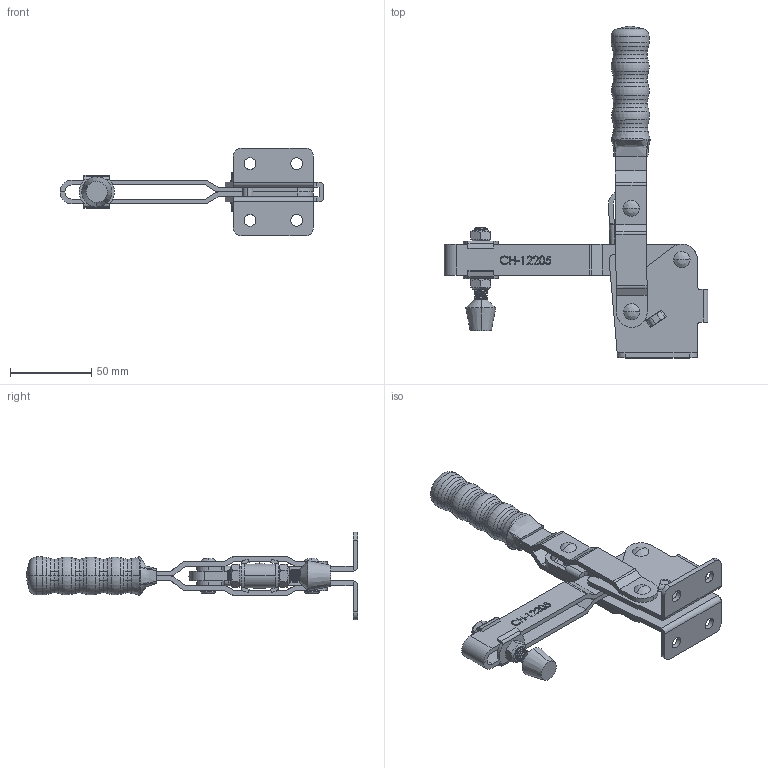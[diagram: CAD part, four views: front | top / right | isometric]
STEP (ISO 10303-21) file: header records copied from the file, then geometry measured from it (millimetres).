
FILE_DESCRIPTION (( 'STEP AP203' ), '1' );
FILE_NAME ('CH-12205.STEP', '2010-06-05T00:57:23', ( '微软用户' ), ( '微软中国' ), 'SwSTEP 2.0', 'SolidWorks 2008', '' );
FILE_SCHEMA (( 'CONFIG_CONTROL_DESIGN' ));
Length unit declared in the file: millimetre
Products named in the file (11): CH-12205; CH-12205-07_默认; CH-12205-06_默认; CH-12205-01 FLANGED BASE_默认; CH-12205-02 U-BAR_默认; CH-12205-03 STRAIGHT HANDLE_默认; CH-12205-04 CONNECTING-PIATE_默认; CH-FW-516_默认; CH-12205-05_默认; CH-FC-56212 SPINDLE SUPPLIED_默认; CH-FC-56212 Nut_默认
Assembly tree (14 placements, depth 2):
  CH-12205
    CH-FW-516_默认  x2
    CH-12205-06_默认  x2
    CH-12205-03 STRAIGHT HANDLE_默认
    CH-12205-07_默认  x2
    CH-12205-05_默认
    CH-12205-02 U-BAR_默认
    CH-FC-56212 Nut_默认  x2
    CH-12205-01 FLANGED BASE_默认
    CH-FC-56212 SPINDLE SUPPLIED_默认
    CH-12205-04 CONNECTING-PIATE_默认
Bounding box: 162.01 x 203.77 x 54 mm (x, y, z)
Volume: 98210.6 mm3; surface area: 71530.9 mm2
Topology: 16 solids, 16 shells, 836 faces, 2222 edges, 1439 vertices
Faces by surface type: plane 302, cylinder 231, bspline 196, cone 53, torus 50, sphere 4
Entity records: 36416 total; most frequent: CARTESIAN_POINT 17620, ORIENTED_EDGE 4048, DIRECTION 3033, EDGE_CURVE 2024, VERTEX_POINT 1323, VECTOR 1065, LINE 1065, AXIS2_PLACEMENT_3D 984
